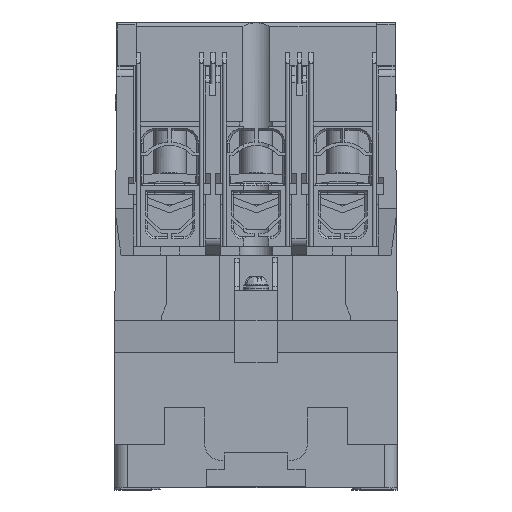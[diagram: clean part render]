
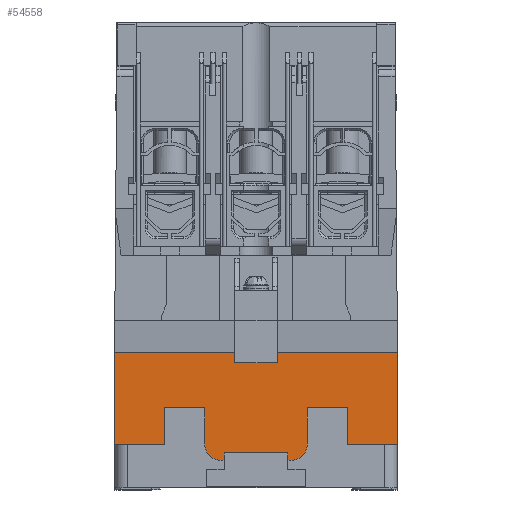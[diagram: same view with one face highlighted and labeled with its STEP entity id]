
A CAD part, front view. The second image highlights one B-rep face of the part: STEP entity #54558.
In plain terms, the highlighted planar face has unit normal (0, -1, 0).
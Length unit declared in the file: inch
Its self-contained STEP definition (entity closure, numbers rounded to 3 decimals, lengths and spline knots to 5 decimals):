
#341 = CARTESIAN_POINT ( 'NONE',  ( -1.3189, -1.57473, 1.09843 ) ) ;
#1785 = EDGE_CURVE ( 'NONE', #42377, #103620, #119508, .T. ) ;
#2093 = ORIENTED_EDGE ( 'NONE', *, *, #65708, .T. ) ;
#5286 = VECTOR ( 'NONE', #118081, 39.37008 ) ;
#6219 = LINE ( 'NONE', #51524, #59978 ) ;
#6634 = EDGE_CURVE ( 'NONE', #50883, #99208, #6219, .T. ) ;
#6973 = AXIS2_PLACEMENT_3D ( 'NONE', #16654, #91861, #27493 ) ;
#8400 = LINE ( 'NONE', #41631, #36995 ) ;
#8442 = VERTEX_POINT ( 'NONE', #54953 ) ;
#10566 = CARTESIAN_POINT ( 'NONE',  ( 0.48031, -1.57473, 0.23228 ) ) ;
#11183 = EDGE_CURVE ( 'NONE', #124813, #131253, #8400, .T. ) ;
#13006 = VECTOR ( 'NONE', #48745, 39.37008 ) ;
#13312 = EDGE_CURVE ( 'NONE', #108931, #49824, #48359, .T. ) ;
#13593 = DIRECTION ( 'NONE',  ( 1., 0., 0. ) ) ;
#16609 = EDGE_CURVE ( 'NONE', #47789, #124813, #108591, .T. ) ;
#16654 = CARTESIAN_POINT ( 'NONE',  ( -1.3189, -1.57473, 0.23228 ) ) ;
#17155 = CARTESIAN_POINT ( 'NONE',  ( 0.32283, -1.57473, 0.08661 ) ) ;
#17410 = DIRECTION ( 'NONE',  ( 0., 0., -1. ) ) ;
#19802 = CARTESIAN_POINT ( 'NONE',  ( -0.32283, -1.57473, 0.24409 ) ) ;
#20134 = LINE ( 'NONE', #22336, #130995 ) ;
#21063 = EDGE_CURVE ( 'NONE', #49824, #85416, #35704, .T. ) ;
#21346 = DIRECTION ( 'NONE',  ( 0., 0., 1. ) ) ;
#22336 = CARTESIAN_POINT ( 'NONE',  ( -1.3189, -1.57473, 1.09843 ) ) ;
#22536 = CARTESIAN_POINT ( 'NONE',  ( 1.3189, -1.57473, 1.09843 ) ) ;
#23343 = CARTESIAN_POINT ( 'NONE',  ( -1.3189, -1.57473, 0.57874 ) ) ;
#23943 = CARTESIAN_POINT ( 'NONE',  ( -1.3189, -1.57473, 0.23228 ) ) ;
#23981 = LINE ( 'NONE', #36451, #81154 ) ;
#24034 = CARTESIAN_POINT ( 'NONE',  ( -0.19685, -1.57473, 1. ) ) ;
#25518 = CARTESIAN_POINT ( 'NONE',  ( 0.48031, -1.57473, 0.57874 ) ) ;
#25752 = CARTESIAN_POINT ( 'NONE',  ( -1.3189, -1.57473, 0.08661 ) ) ;
#26293 = VECTOR ( 'NONE', #98594, 39.37008 ) ;
#26687 = DIRECTION ( 'NONE',  ( 1., 0., 0. ) ) ;
#27466 = ORIENTED_EDGE ( 'NONE', *, *, #85488, .T. ) ;
#27493 = DIRECTION ( 'NONE',  ( 0., 0., -1. ) ) ;
#28297 = VERTEX_POINT ( 'NONE', #17155 ) ;
#29755 = LINE ( 'NONE', #35504, #54948 ) ;
#30635 = DIRECTION ( 'NONE',  ( 0., 0., -1. ) ) ;
#31281 = VECTOR ( 'NONE', #75274, 39.37008 ) ;
#31780 = ORIENTED_EDGE ( 'NONE', *, *, #46546, .T. ) ;
#32315 = ORIENTED_EDGE ( 'NONE', *, *, #94150, .T. ) ;
#32672 = VERTEX_POINT ( 'NONE', #104042 ) ;
#34039 = EDGE_CURVE ( 'NONE', #103620, #32672, #136964, .T. ) ;
#34647 = LINE ( 'NONE', #86029, #31281 ) ;
#35504 = CARTESIAN_POINT ( 'NONE',  ( -0.85827, -1.57473, 0.23228 ) ) ;
#35704 = CIRCLE ( 'NONE', #121887, 0.15748 ) ;
#36451 = CARTESIAN_POINT ( 'NONE',  ( -0.19685, -1.57473, 0. ) ) ;
#36677 = ORIENTED_EDGE ( 'NONE', *, *, #127086, .T. ) ;
#36995 = VECTOR ( 'NONE', #105443, 39.37008 ) ;
#37854 = PLANE ( 'NONE',  #6973 ) ;
#38000 = CARTESIAN_POINT ( 'NONE',  ( -1.3189, -1.57473, 1. ) ) ;
#40792 = LINE ( 'NONE', #10566, #65956 ) ;
#40836 = VERTEX_POINT ( 'NONE', #120827 ) ;
#41427 = CARTESIAN_POINT ( 'NONE',  ( 0.32283, -1.57473, 0.24409 ) ) ;
#41631 = CARTESIAN_POINT ( 'NONE',  ( 0.85827, -1.57473, 0.23228 ) ) ;
#42377 = VERTEX_POINT ( 'NONE', #84846 ) ;
#43043 = CARTESIAN_POINT ( 'NONE',  ( -1.3189, -1.57473, 1.09843 ) ) ;
#44852 = VECTOR ( 'NONE', #126835, 39.37008 ) ;
#46546 = EDGE_CURVE ( 'NONE', #32672, #112517, #52702, .T. ) ;
#47789 = VERTEX_POINT ( 'NONE', #25518 ) ;
#48359 = LINE ( 'NONE', #94976, #130615 ) ;
#48745 = DIRECTION ( 'NONE',  ( -1., 0., 0. ) ) ;
#49824 = VERTEX_POINT ( 'NONE', #69360 ) ;
#50197 = CARTESIAN_POINT ( 'NONE',  ( -0.85827, -1.57473, 0.57874 ) ) ;
#50883 = VERTEX_POINT ( 'NONE', #22536 ) ;
#51073 = DIRECTION ( 'NONE',  ( 0., 0., -1. ) ) ;
#51524 = CARTESIAN_POINT ( 'NONE',  ( 1.3189, -1.57473, -0.06103 ) ) ;
#51720 = CARTESIAN_POINT ( 'NONE',  ( -1.3189, -1.57473, 0.57874 ) ) ;
#52144 = DIRECTION ( 'NONE',  ( 0., 0., -1. ) ) ;
#52702 = LINE ( 'NONE', #23943, #138343 ) ;
#54102 = CARTESIAN_POINT ( 'NONE',  ( -0.85827, -1.57473, 0.23228 ) ) ;
#54558 = ADVANCED_FACE ( 'NONE', ( #125701 ), #37854, .T. ) ;
#54948 = VECTOR ( 'NONE', #121333, 39.37008 ) ;
#54953 = CARTESIAN_POINT ( 'NONE',  ( 0.19685, -1.57473, 1.09843 ) ) ;
#55975 = ORIENTED_EDGE ( 'NONE', *, *, #13312, .T. ) ;
#59978 = VECTOR ( 'NONE', #51073, 39.37008 ) ;
#60726 = AXIS2_PLACEMENT_3D ( 'NONE', #41427, #116422, #52144 ) ;
#61956 = ORIENTED_EDGE ( 'NONE', *, *, #69026, .T. ) ;
#65708 = EDGE_CURVE ( 'NONE', #85416, #28297, #72619, .T. ) ;
#65956 = VECTOR ( 'NONE', #21346, 39.37008 ) ;
#66947 = EDGE_CURVE ( 'NONE', #125365, #108931, #127145, .T. ) ;
#69026 = EDGE_CURVE ( 'NONE', #50883, #8442, #20134, .T. ) ;
#69360 = CARTESIAN_POINT ( 'NONE',  ( -0.48031, -1.57473, 0.24409 ) ) ;
#70531 = CARTESIAN_POINT ( 'NONE',  ( 0.85827, -1.57473, 0.23228 ) ) ;
#72619 = LINE ( 'NONE', #25752, #97826 ) ;
#73407 = ORIENTED_EDGE ( 'NONE', *, *, #99113, .T. ) ;
#74572 = DIRECTION ( 'NONE',  ( 0., 0., -1. ) ) ;
#75274 = DIRECTION ( 'NONE',  ( 1., 0., 0. ) ) ;
#76595 = VECTOR ( 'NONE', #74572, 39.37008 ) ;
#76879 = ORIENTED_EDGE ( 'NONE', *, *, #6634, .F. ) ;
#81154 = VECTOR ( 'NONE', #121825, 39.37008 ) ;
#81723 = ORIENTED_EDGE ( 'NONE', *, *, #21063, .T. ) ;
#82667 = ORIENTED_EDGE ( 'NONE', *, *, #1785, .T. ) ;
#84162 = DIRECTION ( 'NONE',  ( 0., 0., -1. ) ) ;
#84846 = CARTESIAN_POINT ( 'NONE',  ( -0.19685, -1.57473, 1.09843 ) ) ;
#85416 = VERTEX_POINT ( 'NONE', #86747 ) ;
#85488 = EDGE_CURVE ( 'NONE', #112517, #125365, #29755, .T. ) ;
#85849 = ORIENTED_EDGE ( 'NONE', *, *, #16609, .T. ) ;
#86029 = CARTESIAN_POINT ( 'NONE',  ( -1.3189, -1.57473, 0.23228 ) ) ;
#86265 = ORIENTED_EDGE ( 'NONE', *, *, #99773, .T. ) ;
#86747 = CARTESIAN_POINT ( 'NONE',  ( -0.32283, -1.57473, 0.08661 ) ) ;
#88901 = CARTESIAN_POINT ( 'NONE',  ( -0.48031, -1.57473, 0.57874 ) ) ;
#91861 = DIRECTION ( 'NONE',  ( 0., -1., 0. ) ) ;
#92620 = CARTESIAN_POINT ( 'NONE',  ( 0.19685, -1.57473, 0. ) ) ;
#92766 = EDGE_LOOP ( 'NONE', ( #135969, #31780, #27466, #116612, #55975, #81723, #2093, #111946, #137579, #85849, #110833, #73407, #76879, #61956, #36677, #32315, #86265, #82667 ) ) ;
#94150 = EDGE_CURVE ( 'NONE', #40836, #132614, #98809, .T. ) ;
#94976 = CARTESIAN_POINT ( 'NONE',  ( -0.48031, -1.57473, 0.23228 ) ) ;
#95015 = DIRECTION ( 'NONE',  ( 0., -1., 0. ) ) ;
#95295 = CARTESIAN_POINT ( 'NONE',  ( 0.48031, -1.57473, 0.24409 ) ) ;
#97826 = VECTOR ( 'NONE', #26687, 39.37008 ) ;
#98594 = DIRECTION ( 'NONE',  ( 1., 0., 0. ) ) ;
#98741 = CARTESIAN_POINT ( 'NONE',  ( 1.3189, -1.57473, 0.23228 ) ) ;
#98809 = LINE ( 'NONE', #38000, #13006 ) ;
#99113 = EDGE_CURVE ( 'NONE', #131253, #99208, #34647, .T. ) ;
#99208 = VERTEX_POINT ( 'NONE', #98741 ) ;
#99244 = LINE ( 'NONE', #92620, #124352 ) ;
#99773 = EDGE_CURVE ( 'NONE', #132614, #42377, #23981, .T. ) ;
#103620 = VERTEX_POINT ( 'NONE', #341 ) ;
#104042 = CARTESIAN_POINT ( 'NONE',  ( -1.3189, -1.57473, 0.23228 ) ) ;
#105443 = DIRECTION ( 'NONE',  ( 0., 0., -1. ) ) ;
#108591 = LINE ( 'NONE', #23343, #26293 ) ;
#108931 = VERTEX_POINT ( 'NONE', #88901 ) ;
#110833 = ORIENTED_EDGE ( 'NONE', *, *, #11183, .T. ) ;
#111946 = ORIENTED_EDGE ( 'NONE', *, *, #117008, .T. ) ;
#112292 = CARTESIAN_POINT ( 'NONE',  ( 0.85827, -1.57473, 0.57874 ) ) ;
#112517 = VERTEX_POINT ( 'NONE', #54102 ) ;
#116422 = DIRECTION ( 'NONE',  ( 0., -1., 0. ) ) ;
#116612 = ORIENTED_EDGE ( 'NONE', *, *, #66947, .T. ) ;
#117008 = EDGE_CURVE ( 'NONE', #28297, #120923, #138921, .T. ) ;
#117179 = CARTESIAN_POINT ( 'NONE',  ( -1.3189, -1.57473, -0.06103 ) ) ;
#118081 = DIRECTION ( 'NONE',  ( -1., 0., 0. ) ) ;
#119056 = DIRECTION ( 'NONE',  ( -1., 0., 0. ) ) ;
#119508 = LINE ( 'NONE', #43043, #5286 ) ;
#119841 = EDGE_CURVE ( 'NONE', #120923, #47789, #40792, .T. ) ;
#120827 = CARTESIAN_POINT ( 'NONE',  ( 0.19685, -1.57473, 1. ) ) ;
#120923 = VERTEX_POINT ( 'NONE', #95295 ) ;
#121333 = DIRECTION ( 'NONE',  ( 0., 0., 1. ) ) ;
#121825 = DIRECTION ( 'NONE',  ( 0., 0., 1. ) ) ;
#121887 = AXIS2_PLACEMENT_3D ( 'NONE', #19802, #95015, #30635 ) ;
#124352 = VECTOR ( 'NONE', #17410, 39.37008 ) ;
#124813 = VERTEX_POINT ( 'NONE', #112292 ) ;
#125365 = VERTEX_POINT ( 'NONE', #50197 ) ;
#125701 = FACE_OUTER_BOUND ( 'NONE', #92766, .T. ) ;
#126835 = DIRECTION ( 'NONE',  ( 1., 0., 0. ) ) ;
#127086 = EDGE_CURVE ( 'NONE', #8442, #40836, #99244, .T. ) ;
#127145 = LINE ( 'NONE', #51720, #44852 ) ;
#130615 = VECTOR ( 'NONE', #84162, 39.37008 ) ;
#130995 = VECTOR ( 'NONE', #119056, 39.37008 ) ;
#131253 = VERTEX_POINT ( 'NONE', #70531 ) ;
#132614 = VERTEX_POINT ( 'NONE', #24034 ) ;
#135969 = ORIENTED_EDGE ( 'NONE', *, *, #34039, .T. ) ;
#136964 = LINE ( 'NONE', #117179, #76595 ) ;
#137579 = ORIENTED_EDGE ( 'NONE', *, *, #119841, .T. ) ;
#138343 = VECTOR ( 'NONE', #13593, 39.37008 ) ;
#138921 = CIRCLE ( 'NONE', #60726, 0.15748 ) ;
